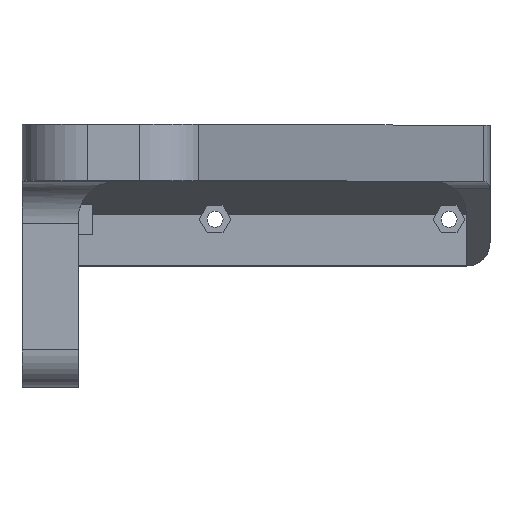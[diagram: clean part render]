
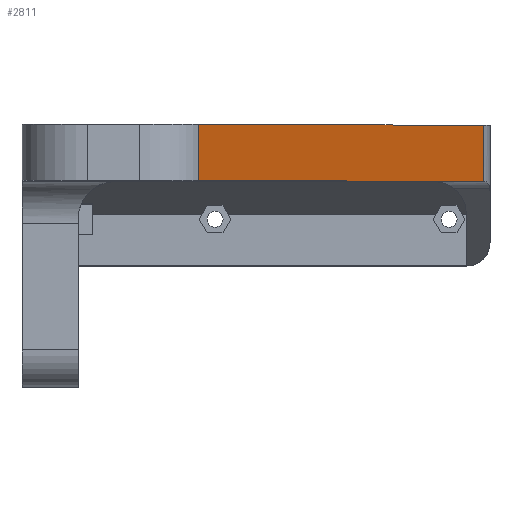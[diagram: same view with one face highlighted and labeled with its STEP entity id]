
A CAD part, top view. The second image highlights one B-rep face of the part: STEP entity #2811.
In plain terms, the highlighted planar face has unit normal (0.898, 0, 0.44).
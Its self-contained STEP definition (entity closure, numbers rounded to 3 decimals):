
#54 = PLANE('',#55);
#55 = AXIS2_PLACEMENT_3D('',#56,#57,#58);
#56 = CARTESIAN_POINT('',(-50.,250.,161.));
#57 = DIRECTION('',(0.,1.,0.));
#58 = DIRECTION('',(1.,0.,0.));
#225 = PLANE('',#226);
#226 = AXIS2_PLACEMENT_3D('',#227,#228,#229);
#227 = CARTESIAN_POINT('',(48.642,238.,42.77));
#228 = DIRECTION('',(0.,-1.,0.));
#229 = DIRECTION('',(0.,0.,-1.));
#320 = CYLINDRICAL_SURFACE('',#321,14.);
#321 = AXIS2_PLACEMENT_3D('',#322,#323,#324);
#322 = CARTESIAN_POINT('',(36.,250.,36.754));
#323 = DIRECTION('',(0.,-1.,0.));
#324 = DIRECTION('',(0.898,0.,0.44));
#776 = VERTEX_POINT('',#777);
#777 = CARTESIAN_POINT('',(48.572,250.,42.915));
#799 = EDGE_CURVE('',#776,#800,#802,.T.);
#800 = VERTEX_POINT('',#801);
#801 = CARTESIAN_POINT('',(48.572,238.,42.915));
#802 = SURFACE_CURVE('',#803,(#807,#814),.PCURVE_S1.);
#803 = LINE('',#804,#805);
#804 = CARTESIAN_POINT('',(48.572,250.,42.915));
#805 = VECTOR('',#806,1.);
#806 = DIRECTION('',(0.,-1.,0.));
#807 = PCURVE('',#320,#808);
#808 = DEFINITIONAL_REPRESENTATION('',(#809),#813);
#809 = LINE('',#810,#811);
#810 = CARTESIAN_POINT('',(6.283,0.));
#811 = VECTOR('',#812,1.);
#812 = DIRECTION('',(0.,1.));
#813 = ( GEOMETRIC_REPRESENTATION_CONTEXT(2) 
PARAMETRIC_REPRESENTATION_CONTEXT() REPRESENTATION_CONTEXT('2D SPACE',''
  ) );
#814 = PCURVE('',#815,#820);
#815 = PLANE('',#816);
#816 = AXIS2_PLACEMENT_3D('',#817,#818,#819);
#817 = CARTESIAN_POINT('',(50.,250.,40.));
#818 = DIRECTION('',(0.898,0.,0.44)
  );
#819 = DIRECTION('',(0.44,0.,-0.898)
  );
#820 = DEFINITIONAL_REPRESENTATION('',(#821),#825);
#821 = LINE('',#822,#823);
#822 = CARTESIAN_POINT('',(-3.246,0.));
#823 = VECTOR('',#824,1.);
#824 = DIRECTION('',(0.,-1.));
#825 = ( GEOMETRIC_REPRESENTATION_CONTEXT(2) 
PARAMETRIC_REPRESENTATION_CONTEXT() REPRESENTATION_CONTEXT('2D SPACE',''
  ) );
#858 = EDGE_CURVE('',#800,#859,#861,.T.);
#859 = VERTEX_POINT('',#860);
#860 = CARTESIAN_POINT('',(-12.308,238.,167.16));
#861 = SURFACE_CURVE('',#862,(#866,#873),.PCURVE_S1.);
#862 = LINE('',#863,#864);
#863 = CARTESIAN_POINT('',(50.,238.,40.));
#864 = VECTOR('',#865,1.);
#865 = DIRECTION('',(-0.44,0.,0.898
    ));
#866 = PCURVE('',#225,#867);
#867 = DEFINITIONAL_REPRESENTATION('',(#868),#872);
#868 = LINE('',#869,#870);
#869 = CARTESIAN_POINT('',(2.77,1.358));
#870 = VECTOR('',#871,1.);
#871 = DIRECTION('',(-0.898,-0.44));
#872 = ( GEOMETRIC_REPRESENTATION_CONTEXT(2) 
PARAMETRIC_REPRESENTATION_CONTEXT() REPRESENTATION_CONTEXT('2D SPACE',''
  ) );
#873 = PCURVE('',#815,#874);
#874 = DEFINITIONAL_REPRESENTATION('',(#875),#879);
#875 = LINE('',#876,#877);
#876 = CARTESIAN_POINT('',(0.,-12.));
#877 = VECTOR('',#878,1.);
#878 = DIRECTION('',(-1.,0.));
#879 = ( GEOMETRIC_REPRESENTATION_CONTEXT(2) 
PARAMETRIC_REPRESENTATION_CONTEXT() REPRESENTATION_CONTEXT('2D SPACE',''
  ) );
#902 = CYLINDRICAL_SURFACE('',#903,14.);
#903 = AXIS2_PLACEMENT_3D('',#904,#905,#906);
#904 = CARTESIAN_POINT('',(-24.88,238.,161.));
#905 = DIRECTION('',(0.,1.,0.));
#906 = DIRECTION('',(0.,0.,1.));
#2811 = ADVANCED_FACE('',(#2812),#815,.T.);
#2812 = FACE_BOUND('',#2813,.F.);
#2813 = EDGE_LOOP('',(#2814,#2837,#2838,#2839));
#2814 = ORIENTED_EDGE('',*,*,#2815,.F.);
#2815 = EDGE_CURVE('',#776,#2816,#2818,.T.);
#2816 = VERTEX_POINT('',#2817);
#2817 = CARTESIAN_POINT('',(-12.308,250.,167.16));
#2818 = SURFACE_CURVE('',#2819,(#2823,#2830),.PCURVE_S1.);
#2819 = LINE('',#2820,#2821);
#2820 = CARTESIAN_POINT('',(50.,250.,40.));
#2821 = VECTOR('',#2822,1.);
#2822 = DIRECTION('',(-0.44,0.,
    0.898));
#2823 = PCURVE('',#815,#2824);
#2824 = DEFINITIONAL_REPRESENTATION('',(#2825),#2829);
#2825 = LINE('',#2826,#2827);
#2826 = CARTESIAN_POINT('',(0.,0.));
#2827 = VECTOR('',#2828,1.);
#2828 = DIRECTION('',(-1.,0.));
#2829 = ( GEOMETRIC_REPRESENTATION_CONTEXT(2) 
PARAMETRIC_REPRESENTATION_CONTEXT() REPRESENTATION_CONTEXT('2D SPACE',''
  ) );
#2830 = PCURVE('',#54,#2831);
#2831 = DEFINITIONAL_REPRESENTATION('',(#2832),#2836);
#2832 = LINE('',#2833,#2834);
#2833 = CARTESIAN_POINT('',(100.,121.));
#2834 = VECTOR('',#2835,1.);
#2835 = DIRECTION('',(-0.44,-0.898));
#2836 = ( GEOMETRIC_REPRESENTATION_CONTEXT(2) 
PARAMETRIC_REPRESENTATION_CONTEXT() REPRESENTATION_CONTEXT('2D SPACE',''
  ) );
#2837 = ORIENTED_EDGE('',*,*,#799,.T.);
#2838 = ORIENTED_EDGE('',*,*,#858,.T.);
#2839 = ORIENTED_EDGE('',*,*,#2840,.T.);
#2840 = EDGE_CURVE('',#859,#2816,#2841,.T.);
#2841 = SURFACE_CURVE('',#2842,(#2846,#2853),.PCURVE_S1.);
#2842 = LINE('',#2843,#2844);
#2843 = CARTESIAN_POINT('',(-12.308,238.,167.16));
#2844 = VECTOR('',#2845,1.);
#2845 = DIRECTION('',(0.,1.,0.));
#2846 = PCURVE('',#815,#2847);
#2847 = DEFINITIONAL_REPRESENTATION('',(#2848),#2852);
#2848 = LINE('',#2849,#2850);
#2849 = CARTESIAN_POINT('',(-141.605,-12.));
#2850 = VECTOR('',#2851,1.);
#2851 = DIRECTION('',(0.,1.));
#2852 = ( GEOMETRIC_REPRESENTATION_CONTEXT(2) 
PARAMETRIC_REPRESENTATION_CONTEXT() REPRESENTATION_CONTEXT('2D SPACE',''
  ) );
#2853 = PCURVE('',#902,#2854);
#2854 = DEFINITIONAL_REPRESENTATION('',(#2855),#2859);
#2855 = LINE('',#2856,#2857);
#2856 = CARTESIAN_POINT('',(1.115,0.));
#2857 = VECTOR('',#2858,1.);
#2858 = DIRECTION('',(0.,1.));
#2859 = ( GEOMETRIC_REPRESENTATION_CONTEXT(2) 
PARAMETRIC_REPRESENTATION_CONTEXT() REPRESENTATION_CONTEXT('2D SPACE',''
  ) );
